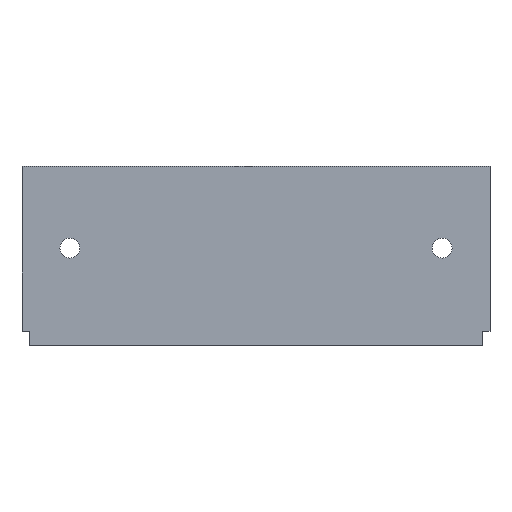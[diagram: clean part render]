
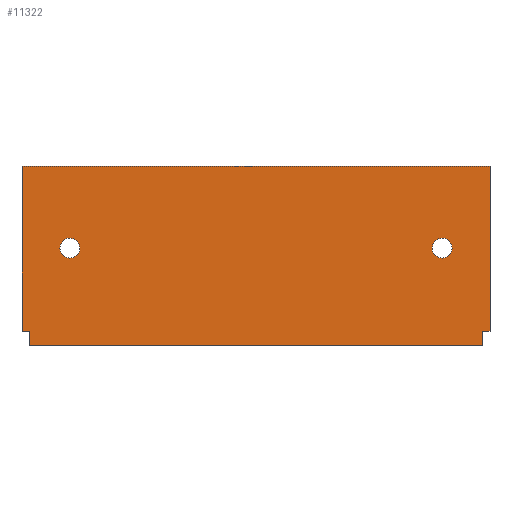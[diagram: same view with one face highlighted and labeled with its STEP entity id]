
A CAD part, front view. The second image highlights one B-rep face of the part: STEP entity #11322.
In plain terms, the highlighted planar face has unit normal (0, -1, 0).
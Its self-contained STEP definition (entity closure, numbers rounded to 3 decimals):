
#49 = EDGE_CURVE ( 'NONE', #1208, #6562, #5134, .T. ) ;
#157 = AXIS2_PLACEMENT_3D ( 'NONE', #8258, #2734, #9225 ) ;
#164 = LINE ( 'NONE', #4707, #12139 ) ;
#389 = VECTOR ( 'NONE', #572, 1000. ) ;
#572 = DIRECTION ( 'NONE',  ( -1., 0., 0. ) ) ;
#613 = VERTEX_POINT ( 'NONE', #11739 ) ;
#771 = CIRCLE ( 'NONE', #8469, 1.225 ) ;
#853 = PLANE ( 'NONE',  #3406 ) ;
#878 = ORIENTED_EDGE ( 'NONE', *, *, #5744, .F. ) ;
#1042 = ORIENTED_EDGE ( 'NONE', *, *, #3413, .T. ) ;
#1188 = EDGE_CURVE ( 'NONE', #3554, #9858, #2255, .T. ) ;
#1208 = VERTEX_POINT ( 'NONE', #2749 ) ;
#1369 = DIRECTION ( 'NONE',  ( 0., 0., 1. ) ) ;
#1442 = DIRECTION ( 'NONE',  ( 0., -1., 0. ) ) ;
#1513 = CARTESIAN_POINT ( 'NONE',  ( 5.025, 0., -10.03 ) ) ;
#1586 = ORIENTED_EDGE ( 'NONE', *, *, #10740, .F. ) ;
#1687 = ORIENTED_EDGE ( 'NONE', *, *, #4716, .T. ) ;
#1841 = ORIENTED_EDGE ( 'NONE', *, *, #49, .F. ) ;
#1910 = CARTESIAN_POINT ( 'NONE',  ( 56.63, 0., 0. ) ) ;
#1973 = CARTESIAN_POINT ( 'NONE',  ( 55.77, 0., 0. ) ) ;
#2207 = EDGE_CURVE ( 'NONE', #4268, #3293, #6276, .T. ) ;
#2255 = LINE ( 'NONE', #11490, #389 ) ;
#2336 = CARTESIAN_POINT ( 'NONE',  ( -0.86, 0., -20.25 ) ) ;
#2734 = DIRECTION ( 'NONE',  ( 0., -1., 0. ) ) ;
#2749 = CARTESIAN_POINT ( 'NONE',  ( 5.025, 0., -8.805 ) ) ;
#2771 = VERTEX_POINT ( 'NONE', #6387 ) ;
#2841 = DIRECTION ( 'NONE',  ( 0., -1., 0. ) ) ;
#3281 = ORIENTED_EDGE ( 'NONE', *, *, #8451, .F. ) ;
#3293 = VERTEX_POINT ( 'NONE', #3547 ) ;
#3354 = ORIENTED_EDGE ( 'NONE', *, *, #4318, .F. ) ;
#3406 = AXIS2_PLACEMENT_3D ( 'NONE', #5412, #9127, #3586 ) ;
#3413 = EDGE_CURVE ( 'NONE', #5693, #8622, #5222, .T. ) ;
#3442 = EDGE_CURVE ( 'NONE', #9858, #2771, #4783, .T. ) ;
#3506 = CARTESIAN_POINT ( 'NONE',  ( 50.745, 0., -8.805 ) ) ;
#3514 = VECTOR ( 'NONE', #9307, 1000. ) ;
#3547 = CARTESIAN_POINT ( 'NONE',  ( -0.86, 0., 0. ) ) ;
#3554 = VERTEX_POINT ( 'NONE', #11113 ) ;
#3585 = LINE ( 'NONE', #4672, #3514 ) ;
#3586 = DIRECTION ( 'NONE',  ( 0., 0., 1. ) ) ;
#3692 = ORIENTED_EDGE ( 'NONE', *, *, #2207, .F. ) ;
#3943 = ORIENTED_EDGE ( 'NONE', *, *, #9791, .F. ) ;
#3963 = ORIENTED_EDGE ( 'NONE', *, *, #3442, .F. ) ;
#4146 = ORIENTED_EDGE ( 'NONE', *, *, #11796, .T. ) ;
#4268 = VERTEX_POINT ( 'NONE', #2336 ) ;
#4318 = EDGE_CURVE ( 'NONE', #7787, #613, #5239, .T. ) ;
#4510 = VECTOR ( 'NONE', #6382, 1000. ) ;
#4672 = CARTESIAN_POINT ( 'NONE',  ( 55.77, 0., -22. ) ) ;
#4707 = CARTESIAN_POINT ( 'NONE',  ( 55.77, 0., 0. ) ) ;
#4716 = EDGE_CURVE ( 'NONE', #10803, #3293, #164, .T. ) ;
#4783 = LINE ( 'NONE', #1973, #4510 ) ;
#4799 = VECTOR ( 'NONE', #7445, 1000. ) ;
#4949 = AXIS2_PLACEMENT_3D ( 'NONE', #9611, #9569, #9527 ) ;
#5013 = DIRECTION ( 'NONE',  ( -1., 0., 0. ) ) ;
#5134 = CIRCLE ( 'NONE', #7478, 1.225 ) ;
#5222 = LINE ( 'NONE', #9132, #4799 ) ;
#5239 = CIRCLE ( 'NONE', #4949, 1.225 ) ;
#5412 = CARTESIAN_POINT ( 'NONE',  ( 55.77, 0., 0. ) ) ;
#5438 = EDGE_LOOP ( 'NONE', ( #3354, #1586 ) ) ;
#5542 = EDGE_LOOP ( 'NONE', ( #1841, #3943 ) ) ;
#5588 = EDGE_LOOP ( 'NONE', ( #1687, #3692, #4146, #1042, #3281, #3963, #7382, #878 ) ) ;
#5620 = CARTESIAN_POINT ( 'NONE',  ( 5.025, 0., -11.255 ) ) ;
#5693 = VERTEX_POINT ( 'NONE', #11390 ) ;
#5744 = EDGE_CURVE ( 'NONE', #10803, #3554, #9659, .T. ) ;
#5746 = CARTESIAN_POINT ( 'NONE',  ( 55.77, 0., -20.25 ) ) ;
#5840 = CARTESIAN_POINT ( 'NONE',  ( 0., 0., -22. ) ) ;
#6050 = DIRECTION ( 'NONE',  ( 1., 0., 0. ) ) ;
#6276 = LINE ( 'NONE', #8955, #6551 ) ;
#6382 = DIRECTION ( 'NONE',  ( 0., 0., -1. ) ) ;
#6387 = CARTESIAN_POINT ( 'NONE',  ( 55.77, 0., -22. ) ) ;
#6551 = VECTOR ( 'NONE', #9682, 1000. ) ;
#6562 = VERTEX_POINT ( 'NONE', #5620 ) ;
#7382 = ORIENTED_EDGE ( 'NONE', *, *, #1188, .F. ) ;
#7445 = DIRECTION ( 'NONE',  ( 0., 0., -1. ) ) ;
#7478 = AXIS2_PLACEMENT_3D ( 'NONE', #1513, #1442, #1369 ) ;
#7787 = VERTEX_POINT ( 'NONE', #3506 ) ;
#8258 = CARTESIAN_POINT ( 'NONE',  ( 50.745, 0., -10.03 ) ) ;
#8375 = CARTESIAN_POINT ( 'NONE',  ( 5.025, 0., -10.03 ) ) ;
#8437 = LINE ( 'NONE', #11717, #8453 ) ;
#8451 = EDGE_CURVE ( 'NONE', #2771, #8622, #3585, .T. ) ;
#8453 = VECTOR ( 'NONE', #6050, 1000. ) ;
#8469 = AXIS2_PLACEMENT_3D ( 'NONE', #8375, #2841, #9336 ) ;
#8622 = VERTEX_POINT ( 'NONE', #5840 ) ;
#8955 = CARTESIAN_POINT ( 'NONE',  ( -0.86, 0., -20.25 ) ) ;
#9127 = DIRECTION ( 'NONE',  ( 0., 1., 0. ) ) ;
#9132 = CARTESIAN_POINT ( 'NONE',  ( 0., 0., 0. ) ) ;
#9225 = DIRECTION ( 'NONE',  ( 0., 0., 1. ) ) ;
#9307 = DIRECTION ( 'NONE',  ( -1., 0., 0. ) ) ;
#9336 = DIRECTION ( 'NONE',  ( 0., 0., 1. ) ) ;
#9396 = FACE_OUTER_BOUND ( 'NONE', #5588, .T. ) ;
#9398 = FACE_BOUND ( 'NONE', #5542, .T. ) ;
#9407 = FACE_BOUND ( 'NONE', #5438, .T. ) ;
#9527 = DIRECTION ( 'NONE',  ( 0., 0., 1. ) ) ;
#9569 = DIRECTION ( 'NONE',  ( 0., -1., 0. ) ) ;
#9611 = CARTESIAN_POINT ( 'NONE',  ( 50.745, 0., -10.03 ) ) ;
#9629 = VECTOR ( 'NONE', #10734, 1000. ) ;
#9659 = LINE ( 'NONE', #10792, #9629 ) ;
#9682 = DIRECTION ( 'NONE',  ( 0., 0., 1. ) ) ;
#9791 = EDGE_CURVE ( 'NONE', #6562, #1208, #771, .T. ) ;
#9858 = VERTEX_POINT ( 'NONE', #5746 ) ;
#10585 = CIRCLE ( 'NONE', #157, 1.225 ) ;
#10734 = DIRECTION ( 'NONE',  ( 0., 0., -1. ) ) ;
#10740 = EDGE_CURVE ( 'NONE', #613, #7787, #10585, .T. ) ;
#10792 = CARTESIAN_POINT ( 'NONE',  ( 56.63, 0., 0. ) ) ;
#10803 = VERTEX_POINT ( 'NONE', #1910 ) ;
#11113 = CARTESIAN_POINT ( 'NONE',  ( 56.63, 0., -20.25 ) ) ;
#11322 = ADVANCED_FACE ( 'NONE', ( #9407, #9398, #9396 ), #853, .F. ) ;
#11390 = CARTESIAN_POINT ( 'NONE',  ( 0., 0., -20.25 ) ) ;
#11490 = CARTESIAN_POINT ( 'NONE',  ( 56.63, 0., -20.25 ) ) ;
#11717 = CARTESIAN_POINT ( 'NONE',  ( -0.86, 0., -20.25 ) ) ;
#11739 = CARTESIAN_POINT ( 'NONE',  ( 50.745, 0., -11.255 ) ) ;
#11796 = EDGE_CURVE ( 'NONE', #4268, #5693, #8437, .T. ) ;
#12139 = VECTOR ( 'NONE', #5013, 1000. ) ;
